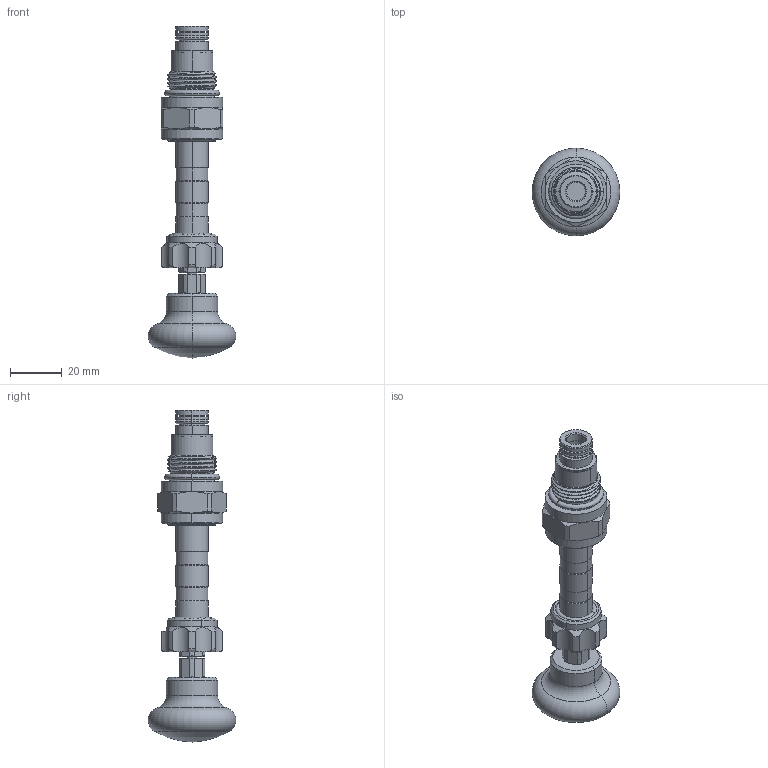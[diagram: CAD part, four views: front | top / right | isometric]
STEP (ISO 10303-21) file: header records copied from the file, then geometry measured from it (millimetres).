
FILE_DESCRIPTION (( 'STEP AP203' ), '1' );
FILE_NAME ('EP08W2A07H05.STEP', '2016-08-12T08:47:59', ( '' ), ( '' ), 'SwSTEP 2.0', 'SolidWorks 2012', '' );
FILE_SCHEMA (( 'CONFIG_CONTROL_DESIGN' ));
Length unit declared in the file: millimetre
Products named in the file (1): EP08W2A07H05
Bounding box: 33.99 x 33.99 x 128.67 mm (x, y, z)
Volume: 35322 mm3; surface area: 12660.6 mm2
Topology: 5 solids, 7 shells, 312 faces, 762 edges, 475 vertices
Faces by surface type: cylinder 124, cone 70, plane 61, torus 34, bspline 23
Entity records: 24612 total; most frequent: CARTESIAN_POINT 17542, ORIENTED_EDGE 1516, DIRECTION 1430, EDGE_CURVE 758, AXIS2_PLACEMENT_3D 608, VERTEX_POINT 475, EDGE_LOOP 339, CIRCLE 318
